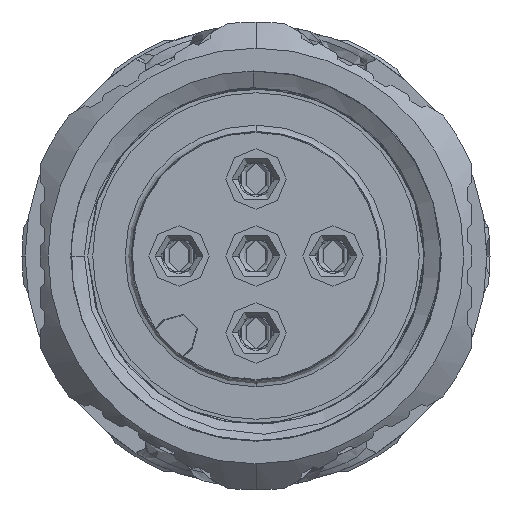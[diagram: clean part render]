
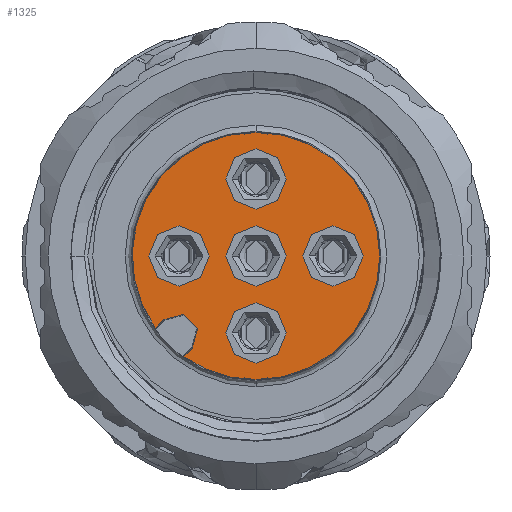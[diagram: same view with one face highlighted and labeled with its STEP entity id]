
A CAD part, front view. The second image highlights one B-rep face of the part: STEP entity #1325.
In plain terms, the highlighted planar face has unit normal (0, -1, 0).
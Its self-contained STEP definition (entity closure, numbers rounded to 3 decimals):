
#498=PLANE('',#13861);
#737=FACE_BOUND('',#3016,.T.);
#738=FACE_BOUND('',#3017,.T.);
#739=FACE_BOUND('',#3018,.T.);
#740=FACE_BOUND('',#3019,.T.);
#741=FACE_BOUND('',#3020,.T.);
#742=FACE_BOUND('',#3021,.T.);
#1325=ADVANCED_FACE('',(#737,#738,#739,#740,#741,#742),#498,.F.);
#3016=EDGE_LOOP('',(#7163,#7164,#7165,#7166,#7167,#7168));
#3017=EDGE_LOOP('',(#7169,#7170));
#3018=EDGE_LOOP('',(#7171,#7172));
#3019=EDGE_LOOP('',(#7173,#7174));
#3020=EDGE_LOOP('',(#7175,#7176));
#3021=EDGE_LOOP('',(#7177,#7178));
#3595=CIRCLE('',#13844,4.02);
#3597=CIRCLE('',#13846,4.02);
#3598=CIRCLE('',#13848,4.02);
#3599=CIRCLE('',#13850,0.652);
#3600=CIRCLE('',#13851,0.98);
#3601=CIRCLE('',#13852,0.98);
#3602=CIRCLE('',#13853,0.98);
#3603=CIRCLE('',#13854,0.98);
#3604=CIRCLE('',#13855,0.98);
#3605=CIRCLE('',#13856,0.98);
#3606=CIRCLE('',#13857,0.98);
#3607=CIRCLE('',#13858,0.98);
#3608=CIRCLE('',#13859,0.98);
#3609=CIRCLE('',#13860,0.98);
#7163=ORIENTED_EDGE('',*,*,#11199,.F.);
#7164=ORIENTED_EDGE('',*,*,#11205,.T.);
#7165=ORIENTED_EDGE('',*,*,#11203,.F.);
#7166=ORIENTED_EDGE('',*,*,#11206,.F.);
#7167=ORIENTED_EDGE('',*,*,#11207,.F.);
#7168=ORIENTED_EDGE('',*,*,#11208,.F.);
#7169=ORIENTED_EDGE('',*,*,#11209,.F.);
#7170=ORIENTED_EDGE('',*,*,#11210,.F.);
#7171=ORIENTED_EDGE('',*,*,#11211,.F.);
#7172=ORIENTED_EDGE('',*,*,#11212,.F.);
#7173=ORIENTED_EDGE('',*,*,#11213,.F.);
#7174=ORIENTED_EDGE('',*,*,#11214,.F.);
#7175=ORIENTED_EDGE('',*,*,#11215,.F.);
#7176=ORIENTED_EDGE('',*,*,#11216,.F.);
#7177=ORIENTED_EDGE('',*,*,#11217,.F.);
#7178=ORIENTED_EDGE('',*,*,#11218,.F.);
#9486=VERTEX_POINT('',#26051);
#9487=VERTEX_POINT('',#26053);
#9490=VERTEX_POINT('',#26069);
#9491=VERTEX_POINT('',#26071);
#9492=VERTEX_POINT('',#26077);
#9493=VERTEX_POINT('',#26079);
#9494=VERTEX_POINT('',#26082);
#9495=VERTEX_POINT('',#26083);
#9496=VERTEX_POINT('',#26086);
#9497=VERTEX_POINT('',#26087);
#9498=VERTEX_POINT('',#26090);
#9499=VERTEX_POINT('',#26091);
#9500=VERTEX_POINT('',#26094);
#9501=VERTEX_POINT('',#26095);
#9502=VERTEX_POINT('',#26098);
#9503=VERTEX_POINT('',#26099);
#11199=EDGE_CURVE('',#9486,#9487,#3595,.T.);
#11203=EDGE_CURVE('',#9490,#9491,#3597,.T.);
#11205=EDGE_CURVE('',#9486,#9491,#3598,.T.);
#11206=EDGE_CURVE('',#9492,#9490,#12333,.T.);
#11207=EDGE_CURVE('',#9493,#9492,#3599,.T.);
#11208=EDGE_CURVE('',#9487,#9493,#12334,.T.);
#11209=EDGE_CURVE('',#9494,#9495,#3600,.T.);
#11210=EDGE_CURVE('',#9495,#9494,#3601,.T.);
#11211=EDGE_CURVE('',#9496,#9497,#3602,.T.);
#11212=EDGE_CURVE('',#9497,#9496,#3603,.T.);
#11213=EDGE_CURVE('',#9498,#9499,#3604,.T.);
#11214=EDGE_CURVE('',#9499,#9498,#3605,.T.);
#11215=EDGE_CURVE('',#9500,#9501,#3606,.T.);
#11216=EDGE_CURVE('',#9501,#9500,#3607,.T.);
#11217=EDGE_CURVE('',#9502,#9503,#3608,.T.);
#11218=EDGE_CURVE('',#9503,#9502,#3609,.T.);
#12333=LINE('',#26076,#12932);
#12334=LINE('',#26080,#12933);
#12932=VECTOR('',#16041,1.);
#12933=VECTOR('',#16044,1.);
#13844=AXIS2_PLACEMENT_3D('',#26052,#16028,#16029);
#13846=AXIS2_PLACEMENT_3D('',#26070,#16032,#16033);
#13848=AXIS2_PLACEMENT_3D('',#26074,#16037,#16038);
#13850=AXIS2_PLACEMENT_3D('',#26078,#16042,#16043);
#13851=AXIS2_PLACEMENT_3D('',#26081,#16045,#16046);
#13852=AXIS2_PLACEMENT_3D('',#26084,#16047,#16048);
#13853=AXIS2_PLACEMENT_3D('',#26085,#16049,#16050);
#13854=AXIS2_PLACEMENT_3D('',#26088,#16051,#16052);
#13855=AXIS2_PLACEMENT_3D('',#26089,#16053,#16054);
#13856=AXIS2_PLACEMENT_3D('',#26092,#16055,#16056);
#13857=AXIS2_PLACEMENT_3D('',#26093,#16057,#16058);
#13858=AXIS2_PLACEMENT_3D('',#26096,#16059,#16060);
#13859=AXIS2_PLACEMENT_3D('',#26097,#16061,#16062);
#13860=AXIS2_PLACEMENT_3D('',#26100,#16063,#16064);
#13861=AXIS2_PLACEMENT_3D('',#26101,#16065,#16066);
#16028=DIRECTION('',(0.,1.,0.));
#16029=DIRECTION('',(0.,0.,-1.));
#16032=DIRECTION('',(0.,1.,0.));
#16033=DIRECTION('',(-0.812,0.,-0.583));
#16037=DIRECTION('',(0.,-1.,0.));
#16038=DIRECTION('',(0.,0.,-1.));
#16041=DIRECTION('',(-0.707,0.,-0.707));
#16042=DIRECTION('',(0.,-1.,0.));
#16043=DIRECTION('',(0.707,0.,-0.707));
#16044=DIRECTION('',(0.707,0.,0.707));
#16045=DIRECTION('',(0.,-1.,0.));
#16046=DIRECTION('',(1.,0.,0.));
#16047=DIRECTION('',(0.,-1.,0.));
#16048=DIRECTION('',(-1.,0.,0.));
#16049=DIRECTION('',(0.,-1.,0.));
#16050=DIRECTION('',(1.,0.,0.));
#16051=DIRECTION('',(0.,-1.,0.));
#16052=DIRECTION('',(-1.,0.,0.));
#16053=DIRECTION('',(0.,-1.,0.));
#16054=DIRECTION('',(1.,0.,0.));
#16055=DIRECTION('',(0.,-1.,0.));
#16056=DIRECTION('',(-1.,0.,0.));
#16057=DIRECTION('',(0.,-1.,0.));
#16058=DIRECTION('',(1.,0.,0.));
#16059=DIRECTION('',(0.,-1.,0.));
#16060=DIRECTION('',(-1.,0.,0.));
#16061=DIRECTION('',(0.,-1.,0.));
#16062=DIRECTION('',(-1.,0.,0.));
#16063=DIRECTION('',(0.,-1.,0.));
#16064=DIRECTION('',(1.,0.,0.));
#16065=DIRECTION('',(0.,1.,0.));
#16066=DIRECTION('',(0.,0.,-1.));
#26051=CARTESIAN_POINT('',(0.,-121.8,-4.02));
#26052=CARTESIAN_POINT('',(0.,-121.8,0.));
#26053=CARTESIAN_POINT('',(-2.344,-121.8,-3.266));
#26069=CARTESIAN_POINT('',(-3.266,-121.8,-2.344));
#26070=CARTESIAN_POINT('',(0.,-121.8,0.));
#26071=CARTESIAN_POINT('',(0.,-121.8,4.02));
#26074=CARTESIAN_POINT('',(0.,-121.8,0.));
#26076=CARTESIAN_POINT('',(-2.989,-121.8,-2.067));
#26077=CARTESIAN_POINT('',(-2.989,-121.8,-2.067));
#26078=CARTESIAN_POINT('',(-2.528,-121.8,-2.528));
#26079=CARTESIAN_POINT('',(-2.067,-121.8,-2.989));
#26080=CARTESIAN_POINT('',(-2.344,-121.8,-3.266));
#26081=CARTESIAN_POINT('',(0.,-121.8,-2.5));
#26082=CARTESIAN_POINT('',(0.98,-121.8,-2.5));
#26083=CARTESIAN_POINT('',(-0.98,-121.8,-2.5));
#26084=CARTESIAN_POINT('',(0.,-121.8,-2.5));
#26085=CARTESIAN_POINT('',(-2.5,-121.8,0.));
#26086=CARTESIAN_POINT('',(-1.52,-121.8,0.));
#26087=CARTESIAN_POINT('',(-3.48,-121.8,0.));
#26088=CARTESIAN_POINT('',(-2.5,-121.8,0.));
#26089=CARTESIAN_POINT('',(0.,-121.8,2.5));
#26090=CARTESIAN_POINT('',(0.98,-121.8,2.5));
#26091=CARTESIAN_POINT('',(-0.98,-121.8,2.5));
#26092=CARTESIAN_POINT('',(0.,-121.8,2.5));
#26093=CARTESIAN_POINT('',(2.5,-121.8,0.));
#26094=CARTESIAN_POINT('',(3.48,-121.8,0.));
#26095=CARTESIAN_POINT('',(1.52,-121.8,0.));
#26096=CARTESIAN_POINT('',(2.5,-121.8,0.));
#26097=CARTESIAN_POINT('',(0.,-121.8,0.));
#26098=CARTESIAN_POINT('',(-0.98,-121.8,0.));
#26099=CARTESIAN_POINT('',(0.98,-121.8,0.));
#26100=CARTESIAN_POINT('',(0.,-121.8,0.));
#26101=CARTESIAN_POINT('',(0.,-121.8,0.));
